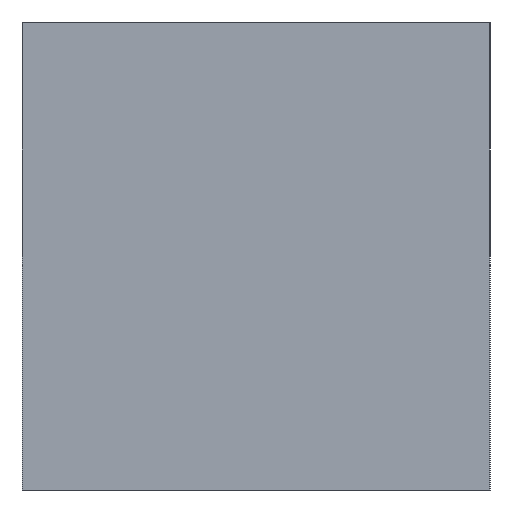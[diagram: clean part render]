
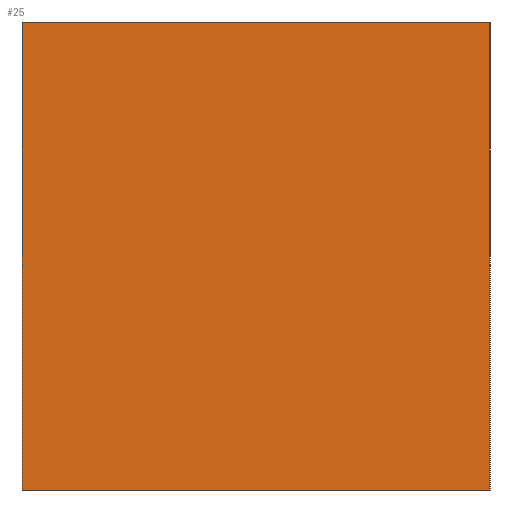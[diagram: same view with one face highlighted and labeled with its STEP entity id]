
A CAD part, left-side view. The second image highlights one B-rep face of the part: STEP entity #25.
In plain terms, the highlighted planar face has unit normal (-1, 0, 0).
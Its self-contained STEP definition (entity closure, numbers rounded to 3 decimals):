
#4 = LINE ( 'NONE', #118, #153 ) ;
#25 = ADVANCED_FACE ( 'NONE', ( #73 ), #47, .F. ) ;
#26 = AXIS2_PLACEMENT_3D ( 'NONE', #247, #358, #303 ) ;
#40 = DIRECTION ( 'NONE',  ( 0., 0., -1. ) ) ;
#47 = PLANE ( 'NONE',  #26 ) ;
#59 = DIRECTION ( 'NONE',  ( 0., 0., -1. ) ) ;
#73 = FACE_OUTER_BOUND ( 'NONE', #97, .T. ) ;
#79 = CARTESIAN_POINT ( 'NONE',  ( -12.5, -31.495, 15. ) ) ;
#86 = CARTESIAN_POINT ( 'NONE',  ( -12.5, -31.495, 15. ) ) ;
#97 = EDGE_LOOP ( 'NONE', ( #149, #242, #216, #338 ) ) ;
#105 = VECTOR ( 'NONE', #342, 1000. ) ;
#115 = LINE ( 'NONE', #86, #105 ) ;
#118 = CARTESIAN_POINT ( 'NONE',  ( -12.5, -16.495, 15. ) ) ;
#140 = VECTOR ( 'NONE', #59, 1000. ) ;
#147 = DIRECTION ( 'NONE',  ( 0., -1., 0. ) ) ;
#149 = ORIENTED_EDGE ( 'NONE', *, *, #166, .T. ) ;
#153 = VECTOR ( 'NONE', #40, 1000. ) ;
#166 = EDGE_CURVE ( 'NONE', #270, #267, #305, .T. ) ;
#171 = EDGE_CURVE ( 'NONE', #237, #245, #115, .T. ) ;
#192 = EDGE_CURVE ( 'NONE', #237, #270, #4, .T. ) ;
#199 = CARTESIAN_POINT ( 'NONE',  ( -12.5, -31.495, 15. ) ) ;
#201 = CARTESIAN_POINT ( 'NONE',  ( -12.5, -31.495, 0. ) ) ;
#216 = ORIENTED_EDGE ( 'NONE', *, *, #171, .F. ) ;
#237 = VERTEX_POINT ( 'NONE', #359 ) ;
#242 = ORIENTED_EDGE ( 'NONE', *, *, #283, .F. ) ;
#245 = VERTEX_POINT ( 'NONE', #199 ) ;
#247 = CARTESIAN_POINT ( 'NONE',  ( -12.5, -31.495, 15. ) ) ;
#263 = VECTOR ( 'NONE', #147, 1000. ) ;
#267 = VERTEX_POINT ( 'NONE', #201 ) ;
#270 = VERTEX_POINT ( 'NONE', #311 ) ;
#281 = CARTESIAN_POINT ( 'NONE',  ( -12.5, -31.495, 0. ) ) ;
#283 = EDGE_CURVE ( 'NONE', #245, #267, #333, .T. ) ;
#303 = DIRECTION ( 'NONE',  ( 0., 1., 0. ) ) ;
#305 = LINE ( 'NONE', #281, #263 ) ;
#311 = CARTESIAN_POINT ( 'NONE',  ( -12.5, -16.495, 0. ) ) ;
#333 = LINE ( 'NONE', #79, #140 ) ;
#338 = ORIENTED_EDGE ( 'NONE', *, *, #192, .T. ) ;
#342 = DIRECTION ( 'NONE',  ( 0., -1., 0. ) ) ;
#358 = DIRECTION ( 'NONE',  ( 1., 0., 0. ) ) ;
#359 = CARTESIAN_POINT ( 'NONE',  ( -12.5, -16.495, 15. ) ) ;
